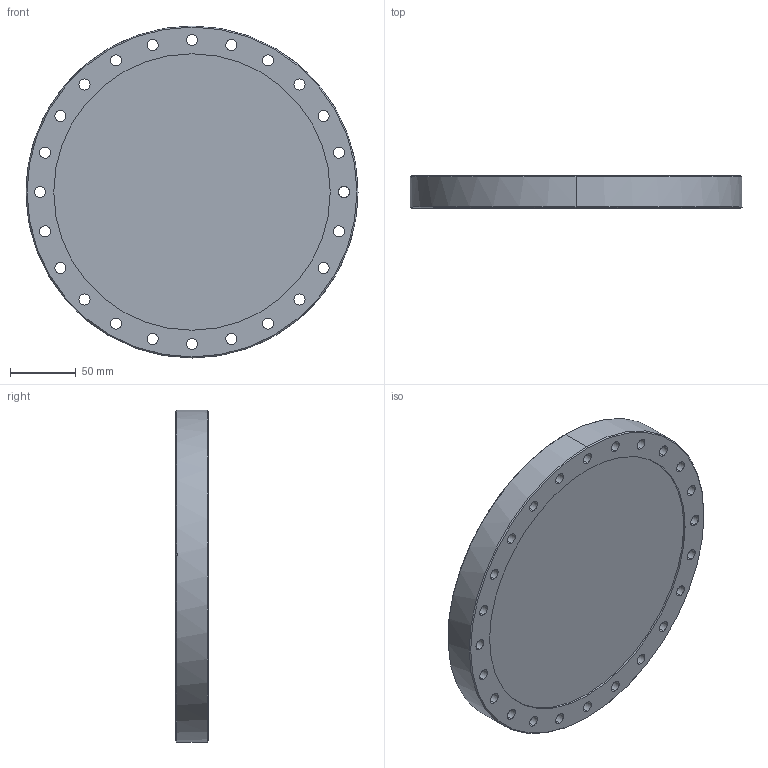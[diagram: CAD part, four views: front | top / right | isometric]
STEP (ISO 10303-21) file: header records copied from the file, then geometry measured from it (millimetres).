
FILE_DESCRIPTION (( 'STEP AP203' ), '1' );
FILE_NAME ('A0650-8-CF.STEP', '2019-09-20T12:46:40', ( '' ), ( '' ), 'SwSTEP 2.0', 'SolidWorks 2019', '' );
FILE_SCHEMA (( 'CONFIG_CONTROL_DESIGN' ));
Length unit declared in the file: inch
Products named in the file (1): A0650-8-CF
Bounding box: 253.19 x 24.59 x 253.19 mm (x, y, z)
Volume: 722772 mm3; surface area: 152435.7 mm2
Topology: 1 solids, 1 shells, 94 faces, 248 edges, 161 vertices
Faces by surface type: cylinder 66, plane 15, cone 13
Entity records: 3158 total; most frequent: DIRECTION 585, CARTESIAN_POINT 516, ORIENTED_EDGE 496, EDGE_CURVE 248, AXIS2_PLACEMENT_3D 246, VERTEX_POINT 161, CIRCLE 151, EDGE_LOOP 147
